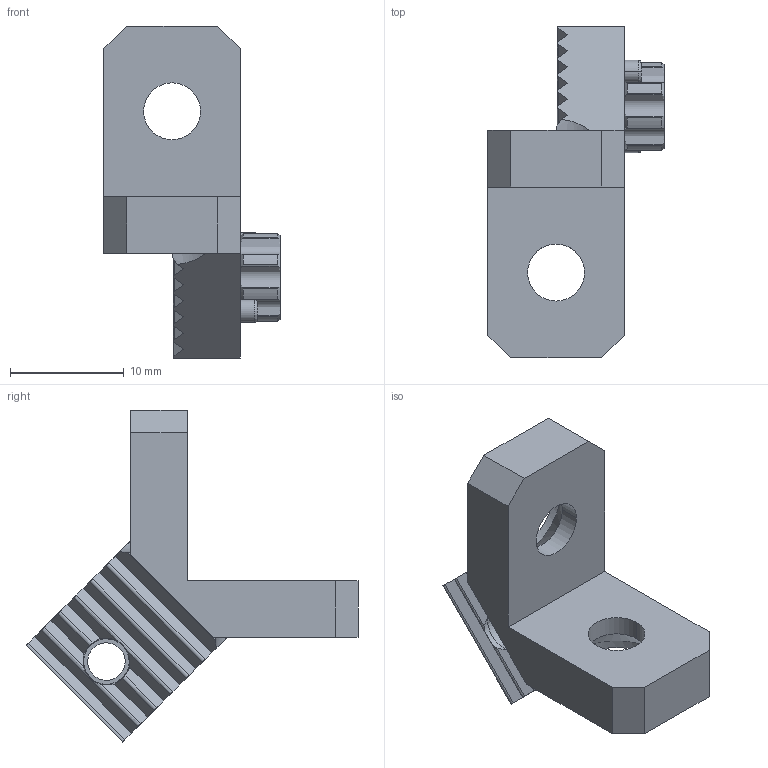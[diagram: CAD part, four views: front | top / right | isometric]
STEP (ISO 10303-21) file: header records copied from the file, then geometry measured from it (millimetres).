
FILE_DESCRIPTION(('FreeCAD Model'),'2;1');
FILE_NAME('Open CASCADE Shape Model','2024-12-14T10:31:37',(''),(''), 'Open CASCADE STEP processor 7.6','FreeCAD','Unknown');
FILE_SCHEMA(('AUTOMOTIVE_DESIGN { 1 0 10303 214 1 1 1 1 }'));
Length unit declared in the file: millimetre
Products named in the file (6): stinger_stop_1; SM_BOTT_STOP_V2_P1; ARCHER_SM_PIN; ARCHER_SM_NUT; SOLID002; SHELL001
Assembly tree (6 placements, depth 3):
  stinger_stop_1
    SM_BOTT_STOP_V2_P1
    ARCHER_SM_PIN  x2
    ARCHER_SM_NUT
      SOLID002
      SHELL001
Bounding box: 15.5 x 29.19 x 29.19 mm (x, y, z)
Volume: 2183.8 mm3; surface area: 2252.8 mm2
Topology: 4 solids, 5 shells, 142 faces, 380 edges, 246 vertices
Faces by surface type: bspline 142
Entity records: 5711 total; most frequent: CARTESIAN_POINT 2607, ORIENTED_EDGE 728, DIRECTION 418, EDGE_CURVE 366, VERTEX_POINT 238, LINE 156, VECTOR 156, FACE_BOUND 142
